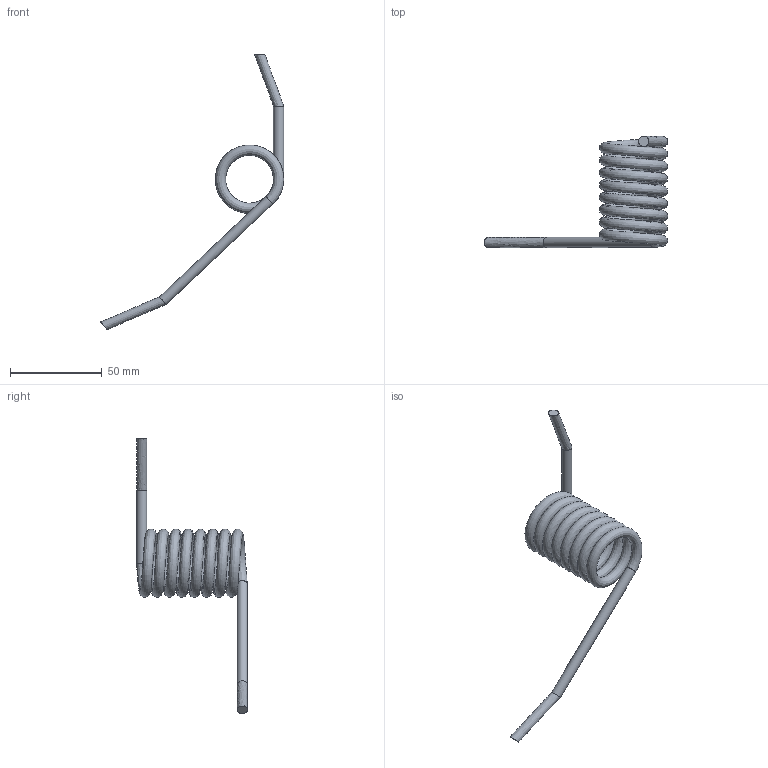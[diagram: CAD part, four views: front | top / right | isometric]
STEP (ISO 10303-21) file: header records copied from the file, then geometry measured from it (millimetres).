
FILE_DESCRIPTION(/* description */ (''),/* implementation_level */ '2;1');
FILE_NAME(/* name */ 'spring 1_14.stp',/* time_stamp */ '2021-10-06T13:47:37-05:00',/* author */ ('PC'),/* organization */ (''),/* preprocessor_version */ 'ST-DEVELOPER v18',/* originating_system */ 'Autodesk Inventor 2020',/* authorisation */ '');
FILE_SCHEMA (('AUTOMOTIVE_DESIGN { 1 0 10303 214 3 1 1 }'));
Length unit declared in the file: millimetre
Products named in the file (1): spring 1_14
Bounding box: 100.21 x 60.6 x 150.35 mm (x, y, z)
Volume: 24423.9 mm3; surface area: 17645.5 mm2
Topology: 3 solids, 3 shells, 11 faces, 21 edges, 16 vertices
Faces by surface type: plane 6, bspline 3, cylinder 2
Full cylindrical faces by diameter (mm): 5.6 x2
Entity records: 1746 total; most frequent: CARTESIAN_POINT 1474, DIRECTION 52, ORIENTED_EDGE 42, AXIS2_PLACEMENT_3D 25, EDGE_CURVE 21, CIRCLE 16, VERTEX_POINT 16, FACE_OUTER_BOUND 11
